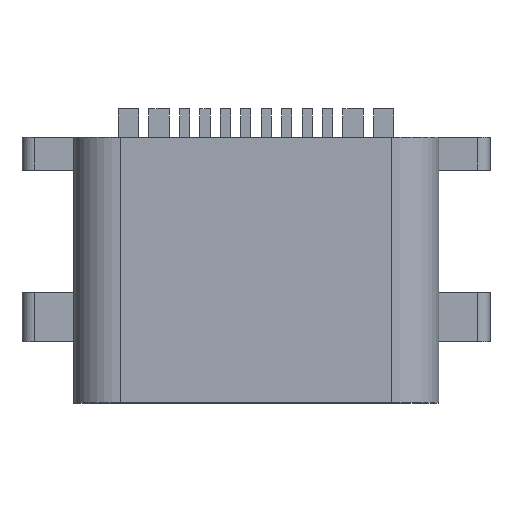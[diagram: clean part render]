
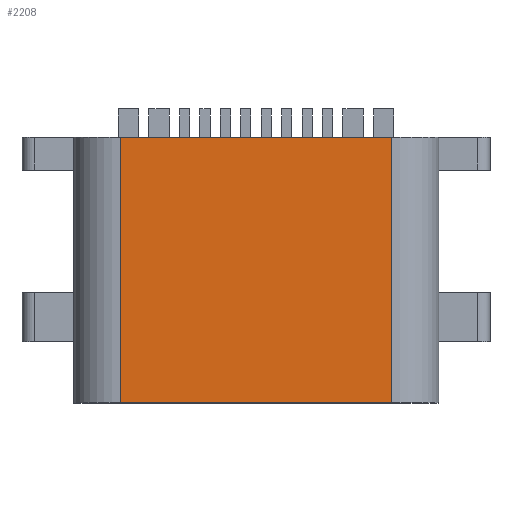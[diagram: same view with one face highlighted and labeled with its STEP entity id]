
A CAD part, top view. The second image highlights one B-rep face of the part: STEP entity #2208.
In plain terms, the highlighted planar face has unit normal (0, 0, 1).
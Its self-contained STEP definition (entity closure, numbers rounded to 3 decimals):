
#172=FACE_OUTER_BOUND('',#289,.T.);
#289=EDGE_LOOP('',(#1797,#1798,#1799,#1800));
#566=LINE('',#3482,#836);
#567=LINE('',#3484,#837);
#568=LINE('',#3486,#838);
#569=LINE('',#3487,#839);
#836=VECTOR('',#2872,10.);
#837=VECTOR('',#2873,10.);
#838=VECTOR('',#2874,10.);
#839=VECTOR('',#2875,10.);
#1034=VERTEX_POINT('',#3480);
#1035=VERTEX_POINT('',#3481);
#1036=VERTEX_POINT('',#3483);
#1037=VERTEX_POINT('',#3485);
#1318=EDGE_CURVE('',#1034,#1035,#566,.T.);
#1319=EDGE_CURVE('',#1035,#1036,#567,.T.);
#1320=EDGE_CURVE('',#1037,#1036,#568,.T.);
#1321=EDGE_CURVE('',#1034,#1037,#569,.T.);
#1797=ORIENTED_EDGE('',*,*,#1318,.T.);
#1798=ORIENTED_EDGE('',*,*,#1319,.T.);
#1799=ORIENTED_EDGE('',*,*,#1320,.F.);
#1800=ORIENTED_EDGE('',*,*,#1321,.F.);
#2030=PLANE('',#2354);
#2208=ADVANCED_FACE('',(#172),#2030,.T.);
#2354=AXIS2_PLACEMENT_3D('',#3479,#2870,#2871);
#2870=DIRECTION('center_axis',(0.,0.,1.));
#2871=DIRECTION('ref_axis',(1.,0.,0.));
#2872=DIRECTION('',(1.,0.,0.));
#2873=DIRECTION('',(0.,1.,0.));
#2874=DIRECTION('',(1.,0.,0.));
#2875=DIRECTION('',(0.,1.,0.));
#3479=CARTESIAN_POINT('Origin',(-3.32,0.,1.58));
#3480=CARTESIAN_POINT('',(-3.32,0.,1.58));
#3481=CARTESIAN_POINT('',(3.32,0.,1.58));
#3482=CARTESIAN_POINT('',(-3.32,0.,1.58));
#3483=CARTESIAN_POINT('',(3.32,6.5,1.58));
#3484=CARTESIAN_POINT('',(3.32,0.,1.58));
#3485=CARTESIAN_POINT('',(-3.32,6.5,1.58));
#3486=CARTESIAN_POINT('',(-3.32,6.5,1.58));
#3487=CARTESIAN_POINT('',(-3.32,0.,1.58));
